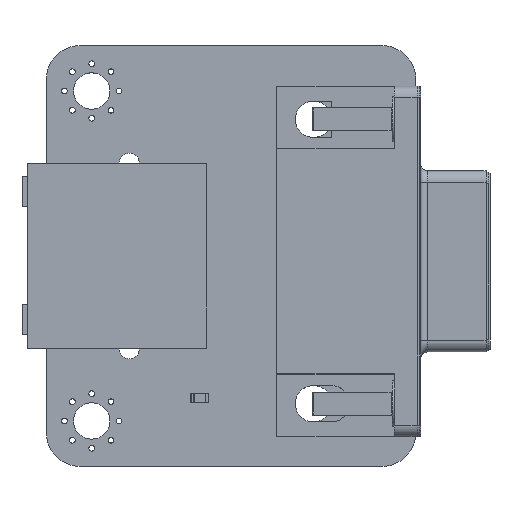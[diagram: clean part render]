
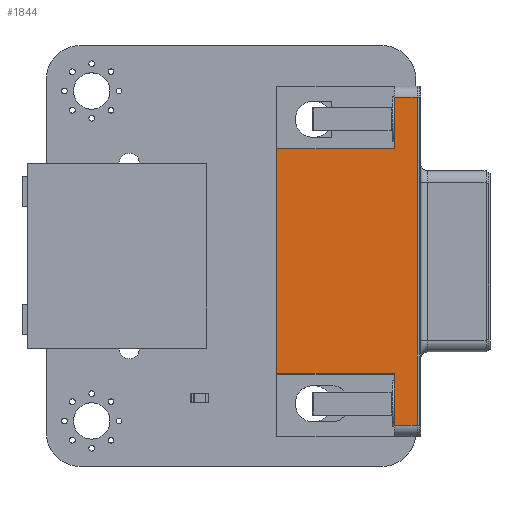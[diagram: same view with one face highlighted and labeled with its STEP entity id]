
A CAD part, top view. The second image highlights one B-rep face of the part: STEP entity #1844.
In plain terms, the highlighted planar face has unit normal (0, 0, 1).
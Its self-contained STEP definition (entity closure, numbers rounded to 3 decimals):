
#1377 = VERTEX_POINT('',#1378);
#1378 = CARTESIAN_POINT('',(-19.94,-10.54,12.5));
#1409 = EDGE_CURVE('',#1410,#1377,#1412,.T.);
#1410 = VERTEX_POINT('',#1411);
#1411 = CARTESIAN_POINT('',(8.86,-10.54,12.5));
#1412 = LINE('',#1413,#1414);
#1413 = CARTESIAN_POINT('',(9.86,-10.54,12.5));
#1414 = VECTOR('',#1415,1.);
#1415 = DIRECTION('',(-1.,0.,0.));
#1819 = VERTEX_POINT('',#1820);
#1820 = CARTESIAN_POINT('',(-19.94,-8.54,12.5));
#1834 = EDGE_CURVE('',#1377,#1819,#1835,.T.);
#1835 = LINE('',#1836,#1837);
#1836 = CARTESIAN_POINT('',(-19.94,-10.54,12.5));
#1837 = VECTOR('',#1838,1.);
#1838 = DIRECTION('',(-0.,1.,0.));
#1844 = ADVANCED_FACE('',(#1845),#1895,.T.);
#1845 = FACE_BOUND('',#1846,.T.);
#1846 = EDGE_LOOP('',(#1847,#1848,#1856,#1864,#1872,#1880,#1888,#1894));
#1847 = ORIENTED_EDGE('',*,*,#1409,.F.);
#1848 = ORIENTED_EDGE('',*,*,#1849,.T.);
#1849 = EDGE_CURVE('',#1410,#1850,#1852,.T.);
#1850 = VERTEX_POINT('',#1851);
#1851 = CARTESIAN_POINT('',(8.86,-8.54,12.5));
#1852 = LINE('',#1853,#1854);
#1853 = CARTESIAN_POINT('',(8.86,-10.54,12.5));
#1854 = VECTOR('',#1855,1.);
#1855 = DIRECTION('',(-0.,1.,0.));
#1856 = ORIENTED_EDGE('',*,*,#1857,.F.);
#1857 = EDGE_CURVE('',#1858,#1850,#1860,.T.);
#1858 = VERTEX_POINT('',#1859);
#1859 = CARTESIAN_POINT('',(4.36,-8.54,12.5));
#1860 = LINE('',#1861,#1862);
#1861 = CARTESIAN_POINT('',(8.86,-8.54,12.5));
#1862 = VECTOR('',#1863,1.);
#1863 = DIRECTION('',(1.,0.,0.));
#1864 = ORIENTED_EDGE('',*,*,#1865,.F.);
#1865 = EDGE_CURVE('',#1866,#1858,#1868,.T.);
#1866 = VERTEX_POINT('',#1867);
#1867 = CARTESIAN_POINT('',(4.36,1.8,12.5));
#1868 = LINE('',#1869,#1870);
#1869 = CARTESIAN_POINT('',(4.36,-9.54,12.5));
#1870 = VECTOR('',#1871,1.);
#1871 = DIRECTION('',(0.,-1.,0.));
#1872 = ORIENTED_EDGE('',*,*,#1873,.T.);
#1873 = EDGE_CURVE('',#1866,#1874,#1876,.T.);
#1874 = VERTEX_POINT('',#1875);
#1875 = CARTESIAN_POINT('',(-15.44,1.8,12.5));
#1876 = LINE('',#1877,#1878);
#1877 = CARTESIAN_POINT('',(9.86,1.8,12.5));
#1878 = VECTOR('',#1879,1.);
#1879 = DIRECTION('',(-1.,0.,0.));
#1880 = ORIENTED_EDGE('',*,*,#1881,.F.);
#1881 = EDGE_CURVE('',#1882,#1874,#1884,.T.);
#1882 = VERTEX_POINT('',#1883);
#1883 = CARTESIAN_POINT('',(-15.44,-8.54,12.5));
#1884 = LINE('',#1885,#1886);
#1885 = CARTESIAN_POINT('',(-15.44,-9.54,12.5));
#1886 = VECTOR('',#1887,1.);
#1887 = DIRECTION('',(0.,1.,0.));
#1888 = ORIENTED_EDGE('',*,*,#1889,.F.);
#1889 = EDGE_CURVE('',#1819,#1882,#1890,.T.);
#1890 = LINE('',#1891,#1892);
#1891 = CARTESIAN_POINT('',(-4.54,-8.54,12.5));
#1892 = VECTOR('',#1893,1.);
#1893 = DIRECTION('',(1.,0.,0.));
#1894 = ORIENTED_EDGE('',*,*,#1834,.F.);
#1895 = PLANE('',#1896);
#1896 = AXIS2_PLACEMENT_3D('',#1897,#1898,#1899);
#1897 = CARTESIAN_POINT('',(9.86,-10.54,12.5));
#1898 = DIRECTION('',(0.,0.,1.));
#1899 = DIRECTION('',(-1.,0.,0.));
